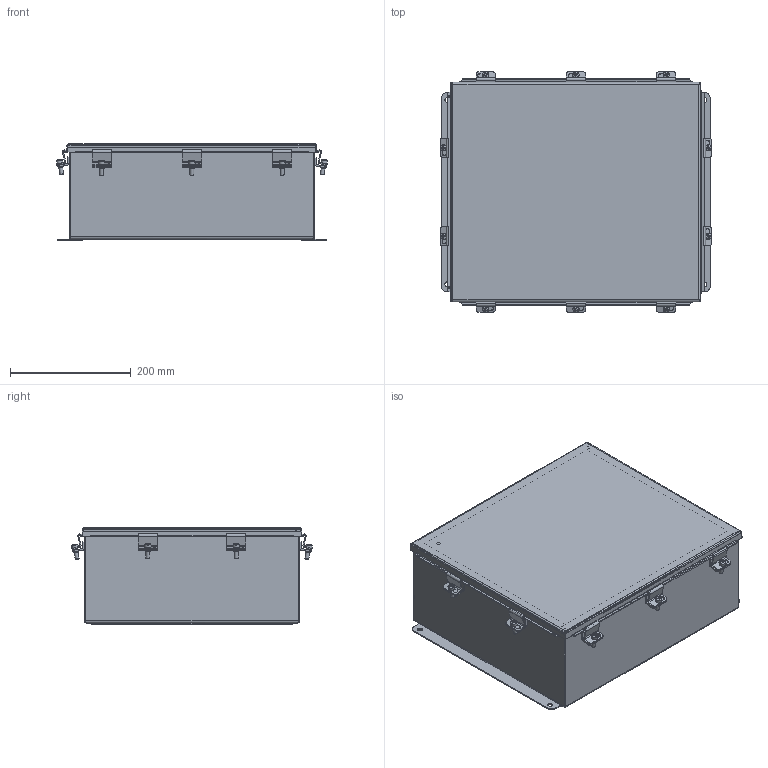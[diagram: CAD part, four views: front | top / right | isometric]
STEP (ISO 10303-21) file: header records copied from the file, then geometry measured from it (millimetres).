
FILE_DESCRIPTION(/* description */ ('NEMA4,JIC,CS,16X14X6'),/* implementation_level */ '2;1');
FILE_NAME(/* name */ 'BN4161406.stp',/* time_stamp */ '2021-10-23T16:10:20-05:00',/* author */ ('samuelbadillo'),/* organization */ (''),/* preprocessor_version */ 'ST-DEVELOPER v18',/* originating_system */ 'Autodesk Inventor 2020',/* authorisation */ '');
FILE_SCHEMA (('AUTOMOTIVE_DESIGN { 1 0 10303 214 3 1 1 }'));
Length unit declared in the file: inch
Products named in the file (10): BN4161406; 3499; C2002; 372134; C1001; 316169; B_1614_LID; 38811; B_161406_BKP; 3486
Assembly tree (41 placements, depth 2):
  BN4161406
    3499  x4
    372134  x10
    C1001  x10
    C2002  x10
    316169  x2
    B_1614_LID
    38811
    B_161406_BKP
    3486  x2
Bounding box: 448.59 x 397.68 x 159.61 mm (x, y, z)
Volume: 1058626.5 mm3; surface area: 1298393.3 mm2
Topology: 41 solids, 41 shells, 812 faces, 2050 edges, 1345 vertices
Faces by surface type: plane 515, cylinder 216, bspline 48, sphere 20, cone 11, torus 2
Full cylindrical faces by diameter (mm): 3.556 x2, 3.962 x4, 4.826 x1, 4.978 x10, 6.35 x11, 7.62 x4, 7.874 x4, 8.738 x10, 10.402 x10, 15.875 x4
Entity records: 9625 total; most frequent: CARTESIAN_POINT 2498, ORIENTED_EDGE 1328, DIRECTION 1291, EDGE_CURVE 664, LINE 481, VECTOR 481, VERTEX_POINT 407, AXIS2_PLACEMENT_3D 405
